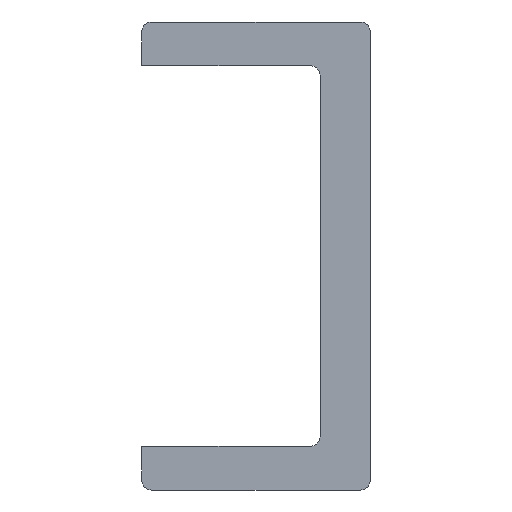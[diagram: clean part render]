
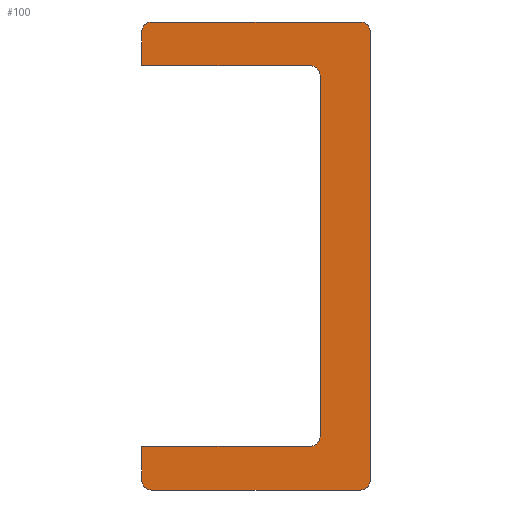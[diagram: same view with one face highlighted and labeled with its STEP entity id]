
A CAD part, front view. The second image highlights one B-rep face of the part: STEP entity #100.
In plain terms, the highlighted planar face has unit normal (0, -1, 0).
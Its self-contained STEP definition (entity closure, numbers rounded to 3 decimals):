
#100 = ADVANCED_FACE( '', ( #232 ), #233, .F. );
#232 = FACE_OUTER_BOUND( '', #367, .T. );
#233 = PLANE( '', #368 );
#367 = EDGE_LOOP( '', ( #567, #568, #569, #570, #571, #572, #573, #574, #575, #576, #577, #578, #579, #580 ) );
#368 = AXIS2_PLACEMENT_3D( '', #581, #582, #583 );
#567 = ORIENTED_EDGE( '', *, *, #671, .F. );
#568 = ORIENTED_EDGE( '', *, *, #738, .T. );
#569 = ORIENTED_EDGE( '', *, *, #739, .F. );
#570 = ORIENTED_EDGE( '', *, *, #708, .T. );
#571 = ORIENTED_EDGE( '', *, *, #729, .F. );
#572 = ORIENTED_EDGE( '', *, *, #686, .F. );
#573 = ORIENTED_EDGE( '', *, *, #740, .F. );
#574 = ORIENTED_EDGE( '', *, *, #718, .F. );
#575 = ORIENTED_EDGE( '', *, *, #741, .F. );
#576 = ORIENTED_EDGE( '', *, *, #674, .F. );
#577 = ORIENTED_EDGE( '', *, *, #727, .F. );
#578 = ORIENTED_EDGE( '', *, *, #683, .T. );
#579 = ORIENTED_EDGE( '', *, *, #742, .F. );
#580 = ORIENTED_EDGE( '', *, *, #695, .T. );
#581 = CARTESIAN_POINT( '', ( -10.5, 0., 21.5 ) );
#582 = DIRECTION( '', ( 0., 1., 0. ) );
#583 = DIRECTION( '', ( 0., 0., 1. ) );
#671 = EDGE_CURVE( '', #778, #780, #781, .T. );
#674 = EDGE_CURVE( '', #784, #785, #786, .T. );
#683 = EDGE_CURVE( '', #801, #799, #802, .F. );
#686 = EDGE_CURVE( '', #805, #806, #807, .T. );
#695 = EDGE_CURVE( '', #821, #780, #822, .F. );
#708 = EDGE_CURVE( '', #842, #840, #843, .F. );
#718 = EDGE_CURVE( '', #859, #860, #861, .T. );
#727 = EDGE_CURVE( '', #801, #784, #873, .T. );
#729 = EDGE_CURVE( '', #806, #840, #875, .T. );
#738 = EDGE_CURVE( '', #778, #886, #887, .F. );
#739 = EDGE_CURVE( '', #842, #886, #888, .T. );
#740 = EDGE_CURVE( '', #860, #805, #889, .T. );
#741 = EDGE_CURVE( '', #785, #859, #890, .T. );
#742 = EDGE_CURVE( '', #821, #799, #891, .T. );
#778 = VERTEX_POINT( '', #929 );
#780 = VERTEX_POINT( '', #932 );
#781 = LINE( '', #933, #934 );
#784 = VERTEX_POINT( '', #938 );
#785 = VERTEX_POINT( '', #939 );
#786 = LINE( '', #940, #941 );
#799 = VERTEX_POINT( '', #957 );
#801 = VERTEX_POINT( '', #960 );
#802 = CIRCLE( '', #961, 0.9 );
#805 = VERTEX_POINT( '', #965 );
#806 = VERTEX_POINT( '', #966 );
#807 = LINE( '', #967, #968 );
#821 = VERTEX_POINT( '', #985 );
#822 = CIRCLE( '', #986, 0.9 );
#840 = VERTEX_POINT( '', #1005 );
#842 = VERTEX_POINT( '', #1008 );
#843 = CIRCLE( '', #1009, 0.9 );
#859 = VERTEX_POINT( '', #1026 );
#860 = VERTEX_POINT( '', #1027 );
#861 = LINE( '', #1028, #1029 );
#873 = LINE( '', #1045, #1046 );
#875 = LINE( '', #1048, #1049 );
#886 = VERTEX_POINT( '', #1061 );
#887 = CIRCLE( '', #1062, 0.9 );
#888 = LINE( '', #1063, #1064 );
#889 = CIRCLE( '', #1065, 1. );
#890 = CIRCLE( '', #1066, 1. );
#891 = LINE( '', #1067, #1068 );
#929 = CARTESIAN_POINT( '', ( 10.5, 0., 20.6 ) );
#932 = CARTESIAN_POINT( '', ( 10.5, 0., -20.6 ) );
#933 = CARTESIAN_POINT( '', ( 10.5, 0., 21.5 ) );
#934 = VECTOR( '', #1114, 1000. );
#938 = CARTESIAN_POINT( '', ( -10.5, 0., -17.5 ) );
#939 = CARTESIAN_POINT( '', ( 4.9, 0., -17.5 ) );
#940 = CARTESIAN_POINT( '', ( 4.9, 0., -17.5 ) );
#941 = VECTOR( '', #1116, 1000. );
#957 = CARTESIAN_POINT( '', ( -9.6, 0., -21.5 ) );
#960 = CARTESIAN_POINT( '', ( -10.5, 0., -20.6 ) );
#961 = AXIS2_PLACEMENT_3D( '', #1127, #1128, #1129 );
#965 = CARTESIAN_POINT( '', ( 4.9, 0., 17.5 ) );
#966 = CARTESIAN_POINT( '', ( -10.5, 0., 17.5 ) );
#967 = CARTESIAN_POINT( '', ( 4.9, 0., 17.5 ) );
#968 = VECTOR( '', #1131, 1000. );
#985 = CARTESIAN_POINT( '', ( 9.6, 0., -21.5 ) );
#986 = AXIS2_PLACEMENT_3D( '', #1144, #1145, #1146 );
#1005 = CARTESIAN_POINT( '', ( -10.5, 0., 20.6 ) );
#1008 = CARTESIAN_POINT( '', ( -9.6, 0., 21.5 ) );
#1009 = AXIS2_PLACEMENT_3D( '', #1164, #1165, #1166 );
#1026 = CARTESIAN_POINT( '', ( 5.9, 0., -16.5 ) );
#1027 = CARTESIAN_POINT( '', ( 5.9, 0., 16.5 ) );
#1028 = CARTESIAN_POINT( '', ( 5.9, 0., 16.5 ) );
#1029 = VECTOR( '', #1186, 1000. );
#1045 = CARTESIAN_POINT( '', ( -10.5, 0., -21.5 ) );
#1046 = VECTOR( '', #1194, 1000. );
#1048 = CARTESIAN_POINT( '', ( -10.5, 0., -21.5 ) );
#1049 = VECTOR( '', #1195, 1000. );
#1061 = CARTESIAN_POINT( '', ( 9.6, 0., 21.5 ) );
#1062 = AXIS2_PLACEMENT_3D( '', #1203, #1204, #1205 );
#1063 = CARTESIAN_POINT( '', ( -10.5, 0., 21.5 ) );
#1064 = VECTOR( '', #1206, 1000. );
#1065 = AXIS2_PLACEMENT_3D( '', #1207, #1208, #1209 );
#1066 = AXIS2_PLACEMENT_3D( '', #1210, #1211, #1212 );
#1067 = CARTESIAN_POINT( '', ( 10.5, 0., -21.5 ) );
#1068 = VECTOR( '', #1213, 1000. );
#1114 = DIRECTION( '', ( 0., 0., -1. ) );
#1116 = DIRECTION( '', ( 1., 0., 0. ) );
#1127 = CARTESIAN_POINT( '', ( -9.6, 0., -20.6 ) );
#1128 = DIRECTION( '', ( 0., 1., 0. ) );
#1129 = DIRECTION( '', ( 0., 0., 1. ) );
#1131 = DIRECTION( '', ( -1., 0., 0. ) );
#1144 = CARTESIAN_POINT( '', ( 9.6, 0., -20.6 ) );
#1145 = DIRECTION( '', ( 0., 1., 0. ) );
#1146 = DIRECTION( '', ( 0., 0., 1. ) );
#1164 = CARTESIAN_POINT( '', ( -9.6, 0., 20.6 ) );
#1165 = DIRECTION( '', ( 0., 1., 0. ) );
#1166 = DIRECTION( '', ( 0., 0., 1. ) );
#1186 = DIRECTION( '', ( 0., 0., 1. ) );
#1194 = DIRECTION( '', ( 0., 0., 1. ) );
#1195 = DIRECTION( '', ( 0., 0., 1. ) );
#1203 = CARTESIAN_POINT( '', ( 9.6, 0., 20.6 ) );
#1204 = DIRECTION( '', ( 0., 1., 0. ) );
#1205 = DIRECTION( '', ( 0., 0., 1. ) );
#1206 = DIRECTION( '', ( 1., 0., 0. ) );
#1207 = CARTESIAN_POINT( '', ( 4.9, 0., 16.5 ) );
#1208 = DIRECTION( '', ( 0., -1., 0. ) );
#1209 = DIRECTION( '', ( -1., 0., 0. ) );
#1210 = CARTESIAN_POINT( '', ( 4.9, 0., -16.5 ) );
#1211 = DIRECTION( '', ( 0., -1., 0. ) );
#1212 = DIRECTION( '', ( -1., 0., 0. ) );
#1213 = DIRECTION( '', ( -1., 0., 0. ) );
